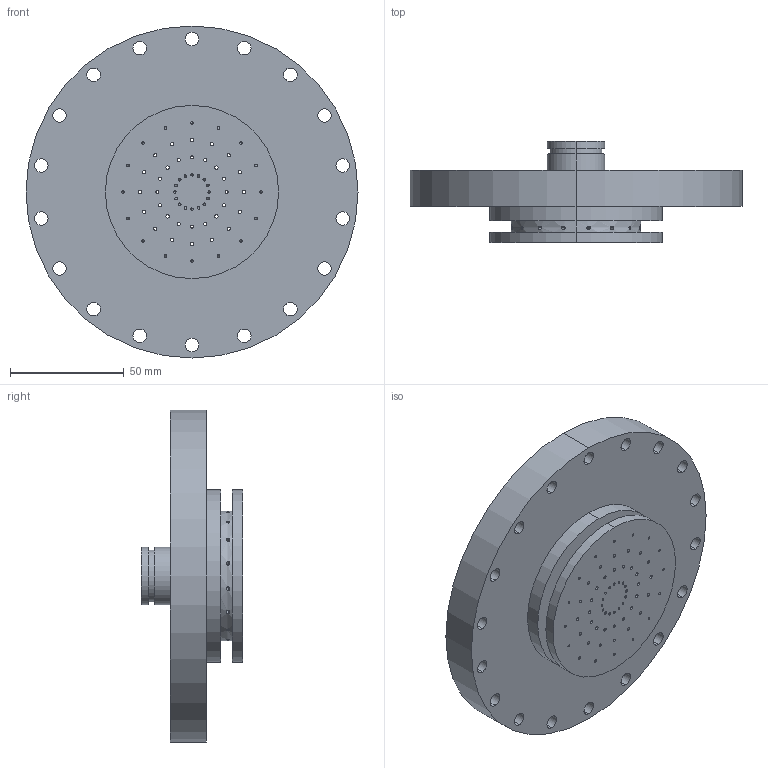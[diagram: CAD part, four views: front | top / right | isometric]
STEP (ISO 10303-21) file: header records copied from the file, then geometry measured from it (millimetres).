
FILE_DESCRIPTION (( 'STEP AP214' ), '1' );
FILE_NAME ('InjectorV2_Ansys.SLDPRT.STEP', '2022-01-09T23:58:09', ( '' ), ( '' ), 'SwSTEP 2.0', 'SolidWorks 2021', '' );
FILE_SCHEMA (( 'AUTOMOTIVE_DESIGN' ));
Length unit declared in the file: inch
Products named in the file (1): InjectorV2_Ansys.SLDPRT
Bounding box: 146.05 x 44.45 x 146.05 mm (x, y, z)
Volume: 249428.8 mm3; surface area: 65532.7 mm2
Topology: 1 solids, 1 shells, 243 faces, 680 edges, 452 vertices
Faces by surface type: cylinder 224, plane 15, cone 4
Entity records: 9102 total; most frequent: CARTESIAN_POINT 2656, ORIENTED_EDGE 1360, DIRECTION 1236, EDGE_CURVE 680, AXIS2_PLACEMENT_3D 504, VERTEX_POINT 452, EDGE_LOOP 452, CIRCLE 260
